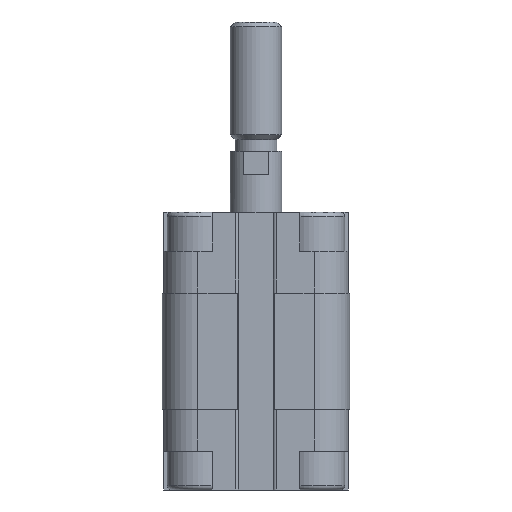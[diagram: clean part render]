
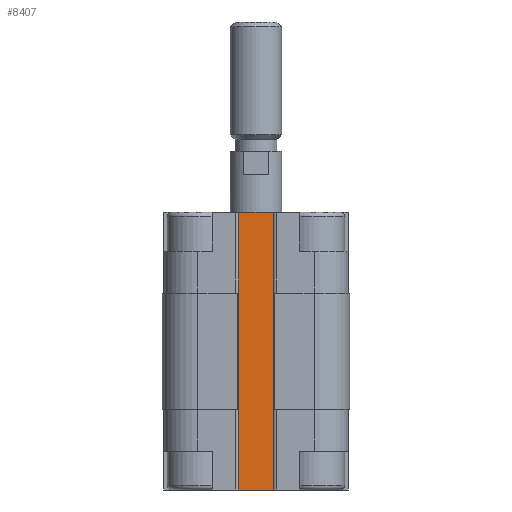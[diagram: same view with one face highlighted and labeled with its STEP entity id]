
A CAD part, front view. The second image highlights one B-rep face of the part: STEP entity #8407.
In plain terms, the highlighted face is planar.
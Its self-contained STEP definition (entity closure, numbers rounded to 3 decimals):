
#160=LINE('',#12750,#932);
#191=LINE('',#12885,#963);
#192=LINE('',#12890,#964);
#260=LINE('',#13056,#1032);
#261=LINE('',#13058,#1033);
#262=LINE('',#13060,#1034);
#263=LINE('',#13062,#1035);
#264=LINE('',#13064,#1036);
#265=LINE('',#13066,#1037);
#266=LINE('',#13068,#1038);
#267=LINE('',#13070,#1039);
#268=LINE('',#13071,#1040);
#932=VECTOR('',#9913,1000.);
#963=VECTOR('',#10026,1000.);
#964=VECTOR('',#10031,1000.);
#1032=VECTOR('',#10193,1000.);
#1033=VECTOR('',#10196,1000.);
#1034=VECTOR('',#10197,1000.);
#1035=VECTOR('',#10198,1000.);
#1036=VECTOR('',#10199,1000.);
#1037=VECTOR('',#10200,1000.);
#1038=VECTOR('',#10201,1000.);
#1039=VECTOR('',#10202,1000.);
#1040=VECTOR('',#10203,1000.);
#1639=PLANE('',#9036);
#2773=ORIENTED_EDGE('',*,*,#4966,.F.);
#2774=ORIENTED_EDGE('',*,*,#5120,.F.);
#2775=ORIENTED_EDGE('',*,*,#5033,.F.);
#2776=ORIENTED_EDGE('',*,*,#5121,.F.);
#2777=ORIENTED_EDGE('',*,*,#5122,.T.);
#2778=ORIENTED_EDGE('',*,*,#5123,.F.);
#2779=ORIENTED_EDGE('',*,*,#5124,.T.);
#2780=ORIENTED_EDGE('',*,*,#5125,.T.);
#2781=ORIENTED_EDGE('',*,*,#5126,.T.);
#2782=ORIENTED_EDGE('',*,*,#5127,.T.);
#2783=ORIENTED_EDGE('',*,*,#5035,.F.);
#2784=ORIENTED_EDGE('',*,*,#5128,.T.);
#4966=EDGE_CURVE('',#6177,#6178,#160,.T.);
#5033=EDGE_CURVE('',#6240,#6237,#191,.T.);
#5035=EDGE_CURVE('',#6242,#6243,#192,.T.);
#5120=EDGE_CURVE('',#6237,#6177,#260,.T.);
#5121=EDGE_CURVE('',#6294,#6240,#261,.T.);
#5122=EDGE_CURVE('',#6294,#6295,#262,.T.);
#5123=EDGE_CURVE('',#6296,#6295,#263,.T.);
#5124=EDGE_CURVE('',#6296,#6297,#264,.T.);
#5125=EDGE_CURVE('',#6297,#6298,#265,.T.);
#5126=EDGE_CURVE('',#6298,#6299,#266,.T.);
#5127=EDGE_CURVE('',#6299,#6243,#267,.T.);
#5128=EDGE_CURVE('',#6242,#6178,#268,.T.);
#6177=VERTEX_POINT('',#12749);
#6178=VERTEX_POINT('',#12751);
#6237=VERTEX_POINT('',#12879);
#6240=VERTEX_POINT('',#12884);
#6242=VERTEX_POINT('',#12889);
#6243=VERTEX_POINT('',#12891);
#6294=VERTEX_POINT('',#13059);
#6295=VERTEX_POINT('',#13061);
#6296=VERTEX_POINT('',#13063);
#6297=VERTEX_POINT('',#13065);
#6298=VERTEX_POINT('',#13067);
#6299=VERTEX_POINT('',#13069);
#7171=EDGE_LOOP('',(#2773,#2774,#2775,#2776,#2777,#2778,#2779,#2780,#2781,
#2782,#2783,#2784));
#7783=FACE_BOUND('',#7171,.T.);
#8407=ADVANCED_FACE('',(#7783),#1639,.T.);
#9036=AXIS2_PLACEMENT_3D('',#13057,#10194,#10195);
#9913=DIRECTION('',(-1.,0.,0.));
#10026=DIRECTION('',(-1.,0.,0.));
#10031=DIRECTION('',(-1.,0.,0.));
#10193=DIRECTION('',(0.,0.,1.));
#10194=DIRECTION('',(0.,1.,0.));
#10195=DIRECTION('',(0.,0.,1.));
#10196=DIRECTION('',(0.,0.,1.));
#10197=DIRECTION('',(-1.,0.,0.));
#10198=DIRECTION('',(0.,0.,1.));
#10199=DIRECTION('',(-1.,0.,0.));
#10200=DIRECTION('',(0.,0.,1.));
#10201=DIRECTION('',(-1.,0.,0.));
#10202=DIRECTION('',(0.,0.,1.));
#10203=DIRECTION('',(0.,0.,1.));
#12749=CARTESIAN_POINT('',(3.,9.5,0.));
#12750=CARTESIAN_POINT('',(3.,9.5,0.));
#12751=CARTESIAN_POINT('',(-3.,9.5,0.));
#12879=CARTESIAN_POINT('',(3.,9.5,-12.5));
#12884=CARTESIAN_POINT('',(3.2,9.5,-12.5));
#12885=CARTESIAN_POINT('',(3.2,9.5,-12.5));
#12889=CARTESIAN_POINT('',(-3.,9.5,-12.5));
#12890=CARTESIAN_POINT('',(-9.,9.5,-12.5));
#12891=CARTESIAN_POINT('',(-3.2,9.5,-12.5));
#13056=CARTESIAN_POINT('',(3.,9.5,-12.5));
#13057=CARTESIAN_POINT('',(3.,9.5,-12.5));
#13058=CARTESIAN_POINT('',(3.2,9.5,-30.5));
#13059=CARTESIAN_POINT('',(3.2,9.5,-30.5));
#13060=CARTESIAN_POINT('',(3.2,9.5,-30.5));
#13061=CARTESIAN_POINT('',(3.,9.5,-30.5));
#13062=CARTESIAN_POINT('',(3.,9.5,-43.));
#13063=CARTESIAN_POINT('',(3.,9.5,-43.));
#13064=CARTESIAN_POINT('',(3.,9.5,-43.));
#13065=CARTESIAN_POINT('',(-3.,9.5,-43.));
#13066=CARTESIAN_POINT('',(-3.,9.5,-43.));
#13067=CARTESIAN_POINT('',(-3.,9.5,-30.5));
#13068=CARTESIAN_POINT('',(3.2,9.5,-30.5));
#13069=CARTESIAN_POINT('',(-3.2,9.5,-30.5));
#13070=CARTESIAN_POINT('',(-3.2,9.5,-30.5));
#13071=CARTESIAN_POINT('',(-3.,9.5,-12.5));
